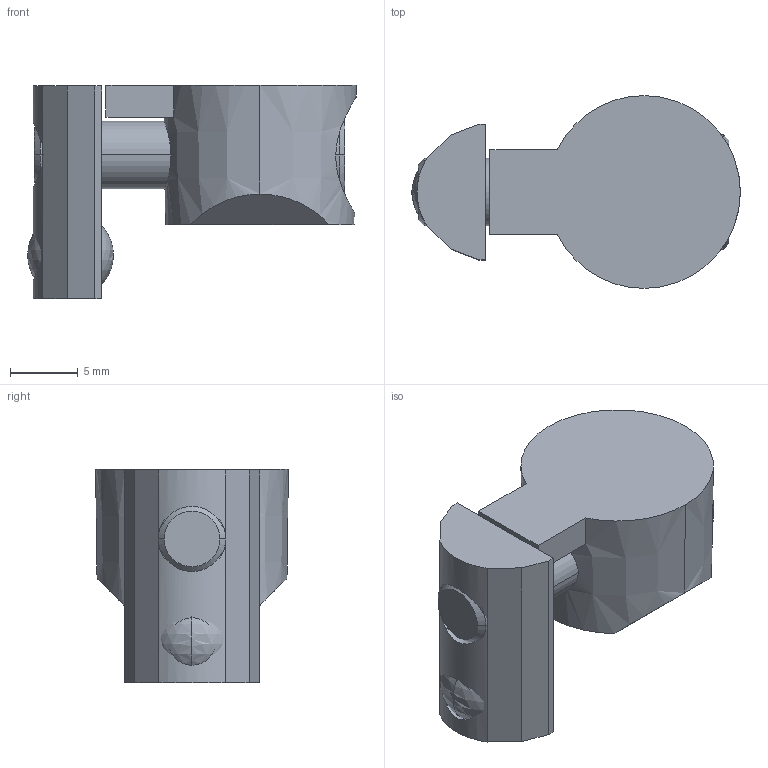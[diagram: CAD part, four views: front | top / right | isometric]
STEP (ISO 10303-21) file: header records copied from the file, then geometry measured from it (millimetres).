
FILE_DESCRIPTION((''),'2;1');
FILE_NAME('10CP0119.stp','2015-07-07T13:31:30',(''),(''),'Mechanical Desktop 2011','Mechanical Desktop 2011',', , ');
FILE_SCHEMA(('AUTOMOTIVE_DESIGN { 1 2 10303 214 1 1 1 1 }'));
Length unit declared in the file: inch
Products named in the file (1): Product
Bounding box: 24.34 x 14.27 x 15.8 mm (x, y, z)
Volume: 2376.2 mm3; surface area: 2284.1 mm2
Topology: 4 solids, 4 shells, 49 faces, 124 edges, 83 vertices
Faces by surface type: plane 27, cylinder 13, cone 6, sphere 2, bspline 1
Entity records: 1650 total; most frequent: CARTESIAN_POINT 404, DIRECTION 239, ORIENTED_EDGE 236, EDGE_CURVE 118, AXIS2_PLACEMENT_3D 84, VERTEX_POINT 80, VECTOR 71, LINE 71
